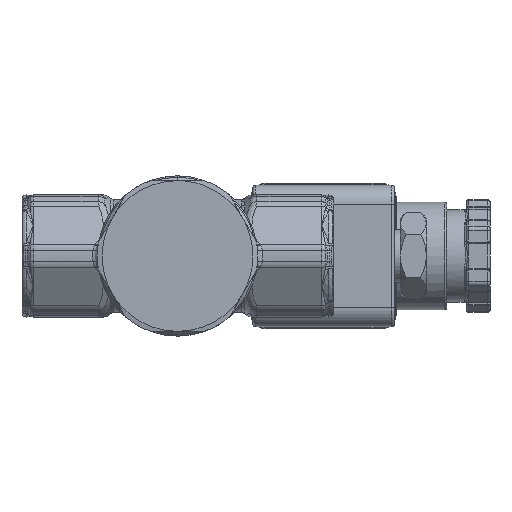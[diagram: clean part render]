
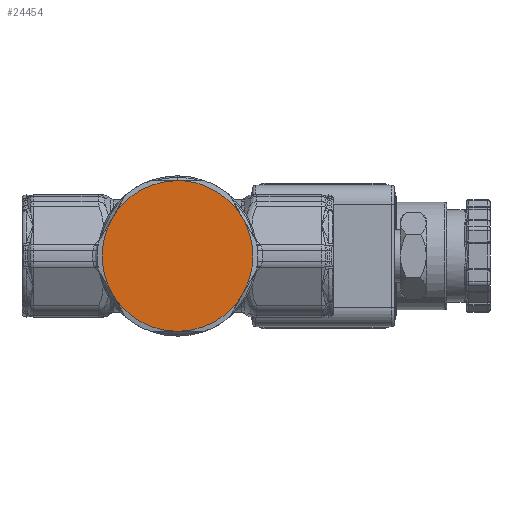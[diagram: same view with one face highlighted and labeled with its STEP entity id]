
A CAD part, front view. The second image highlights one B-rep face of the part: STEP entity #24454.
In plain terms, the highlighted planar face has unit normal (0, -1, 0).
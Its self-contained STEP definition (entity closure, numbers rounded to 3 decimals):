
#24213=CARTESIAN_POINT('Vertex',(-13.856,-20.5,-8.)) ;
#24272=CARTESIAN_POINT('Vertex',(0.,-20.5,-16.)) ;
#24275=CARTESIAN_POINT('Axis2P3D Location',(0.,-20.5,0.)) ;
#24293=CARTESIAN_POINT('Axis2P3D Location',(0.,-20.5,0.)) ;
#24297=CARTESIAN_POINT('Vertex',(-13.856,-20.5,8.)) ;
#24299=CARTESIAN_POINT('Vertex',(-16.,-20.5,0.)) ;
#24323=CARTESIAN_POINT('Axis2P3D Location',(0.,-20.5,0.)) ;
#24367=CARTESIAN_POINT('Axis2P3D Location',(0.,-20.5,0.)) ;
#24373=CARTESIAN_POINT('Control Point',(13.856,-20.5,8.)) ;
#24374=CARTESIAN_POINT('Control Point',(13.073,-20.5,9.358)) ;
#24375=CARTESIAN_POINT('Control Point',(12.122,-20.5,10.619)) ;
#24376=CARTESIAN_POINT('Control Point',(11.022,-20.5,11.758)) ;
#24377=CARTESIAN_POINT('Control Point',(8.564,-20.5,13.742)) ;
#24378=CARTESIAN_POINT('Control Point',(5.7,-20.5,15.074)) ;
#24379=CARTESIAN_POINT('Control Point',(4.193,-20.5,15.561)) ;
#24380=CARTESIAN_POINT('Control Point',(2.428,-20.5,15.899)) ;
#24381=CARTESIAN_POINT('Control Point',(0.647,-20.5,15.989)) ;
#24382=CARTESIAN_POINT('Control Point',(0.431,-20.5,15.996)) ;
#24383=CARTESIAN_POINT('Control Point',(0.216,-20.5,16.)) ;
#24384=CARTESIAN_POINT('Control Point',(0.,-20.5,16.)) ;
#24385=CARTESIAN_POINT('Vertex',(13.856,-20.5,8.)) ;
#24387=CARTESIAN_POINT('Vertex',(0.,-20.5,16.)) ;
#24391=CARTESIAN_POINT('Control Point',(0.,-20.5,16.)) ;
#24392=CARTESIAN_POINT('Control Point',(-1.568,-20.5,16.)) ;
#24393=CARTESIAN_POINT('Control Point',(-3.135,-20.5,15.808)) ;
#24394=CARTESIAN_POINT('Control Point',(-4.672,-20.5,15.424)) ;
#24395=CARTESIAN_POINT('Control Point',(-7.619,-20.5,14.288)) ;
#24396=CARTESIAN_POINT('Control Point',(-10.205,-20.5,12.473)) ;
#24397=CARTESIAN_POINT('Control Point',(-11.38,-20.5,11.412)) ;
#24398=CARTESIAN_POINT('Control Point',(-12.555,-20.5,10.052)) ;
#24399=CARTESIAN_POINT('Control Point',(-13.523,-20.5,8.555)) ;
#24400=CARTESIAN_POINT('Control Point',(-13.638,-20.5,8.372)) ;
#24401=CARTESIAN_POINT('Control Point',(-13.749,-20.5,8.187)) ;
#24402=CARTESIAN_POINT('Control Point',(-13.856,-20.5,8.)) ;
#24405=CARTESIAN_POINT('Control Point',(0.,-20.5,-16.)) ;
#24406=CARTESIAN_POINT('Control Point',(1.568,-20.5,-16.)) ;
#24407=CARTESIAN_POINT('Control Point',(3.135,-20.5,-15.808)) ;
#24408=CARTESIAN_POINT('Control Point',(4.672,-20.5,-15.424)) ;
#24409=CARTESIAN_POINT('Control Point',(7.619,-20.5,-14.288)) ;
#24410=CARTESIAN_POINT('Control Point',(10.205,-20.5,-12.473)) ;
#24411=CARTESIAN_POINT('Control Point',(11.38,-20.5,-11.412)) ;
#24412=CARTESIAN_POINT('Control Point',(12.555,-20.5,-10.052)) ;
#24413=CARTESIAN_POINT('Control Point',(13.523,-20.5,-8.555)) ;
#24414=CARTESIAN_POINT('Control Point',(13.638,-20.5,-8.372)) ;
#24415=CARTESIAN_POINT('Control Point',(13.749,-20.5,-8.187)) ;
#24416=CARTESIAN_POINT('Control Point',(13.856,-20.5,-8.)) ;
#24417=CARTESIAN_POINT('Vertex',(13.856,-20.5,-8.)) ;
#24421=CARTESIAN_POINT('Control Point',(13.856,-20.5,-8.)) ;
#24422=CARTESIAN_POINT('Control Point',(14.64,-20.5,-6.642)) ;
#24423=CARTESIAN_POINT('Control Point',(15.258,-20.5,-5.189)) ;
#24424=CARTESIAN_POINT('Control Point',(15.693,-20.5,-3.666)) ;
#24425=CARTESIAN_POINT('Control Point',(15.955,-20.5,-1.999)) ;
#24426=CARTESIAN_POINT('Control Point',(15.997,-20.5,-0.324)) ;
#24427=CARTESIAN_POINT('Control Point',(15.999,-20.5,-0.216)) ;
#24428=CARTESIAN_POINT('Control Point',(16.,-20.5,-0.108)) ;
#24429=CARTESIAN_POINT('Control Point',(16.,-20.5,0.)) ;
#24430=CARTESIAN_POINT('Vertex',(16.,-20.5,0.)) ;
#24434=CARTESIAN_POINT('Control Point',(16.,-20.5,0.)) ;
#24435=CARTESIAN_POINT('Control Point',(16.,-20.5,1.46)) ;
#24436=CARTESIAN_POINT('Control Point',(15.834,-20.5,2.92)) ;
#24437=CARTESIAN_POINT('Control Point',(15.5,-20.5,4.354)) ;
#24438=CARTESIAN_POINT('Control Point',(14.934,-20.5,5.943)) ;
#24439=CARTESIAN_POINT('Control Point',(14.17,-20.5,7.434)) ;
#24440=CARTESIAN_POINT('Control Point',(14.069,-20.5,7.625)) ;
#24441=CARTESIAN_POINT('Control Point',(13.964,-20.5,7.813)) ;
#24442=CARTESIAN_POINT('Control Point',(13.856,-20.5,8.)) ;
#24276=DIRECTION('Axis2P3D Direction',(-0.,1.,0.)) ;
#24294=DIRECTION('Axis2P3D Direction',(-0.,1.,0.)) ;
#24324=DIRECTION('Axis2P3D Direction',(-0.,1.,0.)) ;
#24368=DIRECTION('Axis2P3D Direction',(-0.,1.,0.)) ;
#24369=DIRECTION('Axis2P3D XDirection',(1.,0.,0.)) ;
#24277=AXIS2_PLACEMENT_3D('Circle Axis2P3D',#24275,#24276,$) ;
#24295=AXIS2_PLACEMENT_3D('Circle Axis2P3D',#24293,#24294,$) ;
#24325=AXIS2_PLACEMENT_3D('Circle Axis2P3D',#24323,#24324,$) ;
#24370=AXIS2_PLACEMENT_3D('Plane Axis2P3D',#24367,#24368,#24369) ;
#24278=CIRCLE('generated circle',#24277,16.) ;
#24296=CIRCLE('generated circle',#24295,16.) ;
#24326=CIRCLE('generated circle',#24325,16.) ;
#24371=PLANE('',#24370) ;
#24279=EDGE_CURVE('',#24214,#24273,#24278,.F.) ;
#24301=EDGE_CURVE('',#24298,#24300,#24296,.F.) ;
#24327=EDGE_CURVE('',#24300,#24214,#24326,.F.) ;
#24389=EDGE_CURVE('',#24386,#24388,#24372,.T.) ;
#24403=EDGE_CURVE('',#24388,#24298,#24390,.T.) ;
#24419=EDGE_CURVE('',#24273,#24418,#24404,.T.) ;
#24432=EDGE_CURVE('',#24418,#24431,#24420,.T.) ;
#24443=EDGE_CURVE('',#24431,#24386,#24433,.T.) ;
#24445=ORIENTED_EDGE('',*,*,#24389,.T.) ;
#24446=ORIENTED_EDGE('',*,*,#24403,.T.) ;
#24447=ORIENTED_EDGE('',*,*,#24301,.T.) ;
#24448=ORIENTED_EDGE('',*,*,#24327,.T.) ;
#24449=ORIENTED_EDGE('',*,*,#24279,.T.) ;
#24450=ORIENTED_EDGE('',*,*,#24419,.T.) ;
#24451=ORIENTED_EDGE('',*,*,#24432,.T.) ;
#24452=ORIENTED_EDGE('',*,*,#24443,.T.) ;
#24444=EDGE_LOOP('',(#24445,#24446,#24447,#24448,#24449,#24450,#24451,#24452)) ;
#24214=VERTEX_POINT('',#24213) ;
#24273=VERTEX_POINT('',#24272) ;
#24298=VERTEX_POINT('',#24297) ;
#24300=VERTEX_POINT('',#24299) ;
#24386=VERTEX_POINT('',#24385) ;
#24388=VERTEX_POINT('',#24387) ;
#24418=VERTEX_POINT('',#24417) ;
#24431=VERTEX_POINT('',#24430) ;
#24454=ADVANCED_FACE('MANIFOLD_SOLID_BREP #45962',(#24453),#24371,.F.) ;
#24372=B_SPLINE_CURVE_WITH_KNOTS('',5,(#24373,#24374,#24375,#24376,#24377,#24378,#24379,#24380,#24381,#24382,#24383,#24384),.UNSPECIFIED.,.F.,.U.,(6,3,3,6),(0.,11.085,22.17,23.695),.UNSPECIFIED.) ;
#24390=B_SPLINE_CURVE_WITH_KNOTS('',5,(#24391,#24392,#24393,#24394,#24395,#24396,#24397,#24398,#24399,#24400,#24401,#24402),.UNSPECIFIED.,.F.,.U.,(6,3,3,6),(0.,11.085,22.17,23.695),.UNSPECIFIED.) ;
#24404=B_SPLINE_CURVE_WITH_KNOTS('',5,(#24405,#24406,#24407,#24408,#24409,#24410,#24411,#24412,#24413,#24414,#24415,#24416),.UNSPECIFIED.,.F.,.U.,(6,3,3,6),(0.,11.085,22.17,23.695),.UNSPECIFIED.) ;
#24420=B_SPLINE_CURVE_WITH_KNOTS('',5,(#24421,#24422,#24423,#24424,#24425,#24426,#24427,#24428,#24429),.UNSPECIFIED.,.F.,.U.,(6,3,6),(0.,11.085,11.848),.UNSPECIFIED.) ;
#24433=B_SPLINE_CURVE_WITH_KNOTS('',5,(#24434,#24435,#24436,#24437,#24438,#24439,#24440,#24441,#24442),.UNSPECIFIED.,.F.,.U.,(6,3,6),(11.848,22.17,23.695),.UNSPECIFIED.) ;
#24453=FACE_OUTER_BOUND('',#24444,.T.) ;
